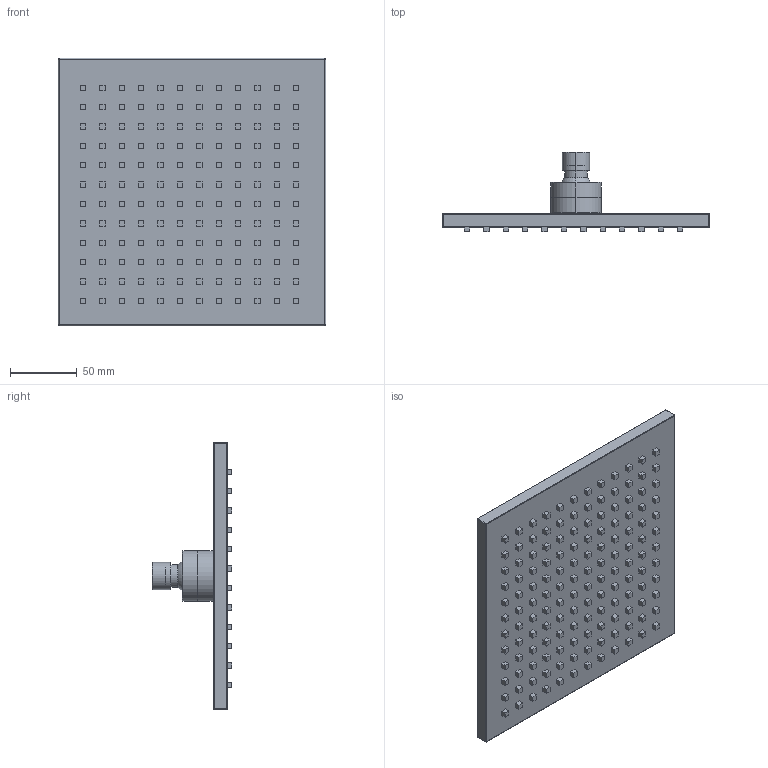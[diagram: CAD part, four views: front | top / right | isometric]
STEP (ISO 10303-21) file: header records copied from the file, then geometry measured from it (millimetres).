
FILE_DESCRIPTION (( 'STEP AP214' ), '1' );
FILE_NAME ('QUA.0026.STEP', '2022-12-05T16:56:03', ( 'Solid' ), ( '' ), 'SwSTEP 2.0', 'SolidWorks 2019', '' );
FILE_SCHEMA (( 'AUTOMOTIVE_DESIGN' ));
Length unit declared in the file: millimetre
Products named in the file (1): QUA.0026
Bounding box: 200 x 59.5 x 200 mm (x, y, z)
Volume: 438085.6 mm3; surface area: 100631.4 mm2
Topology: 1 solids, 1 shells, 775 faces, 1844 edges, 1211 vertices
Faces by surface type: plane 731, cylinder 24, torus 10, sphere 8, cone 2
Entity records: 29812 total; most frequent: CARTESIAN_POINT 3821, ORIENTED_EDGE 3668, DIRECTION 3454, EDGE_CURVE 1834, VECTOR 1766, LINE 1766, VERTEX_POINT 1211, EDGE_LOOP 925
